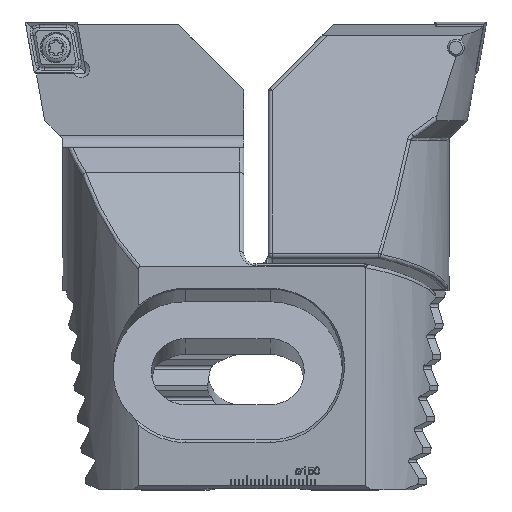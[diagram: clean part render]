
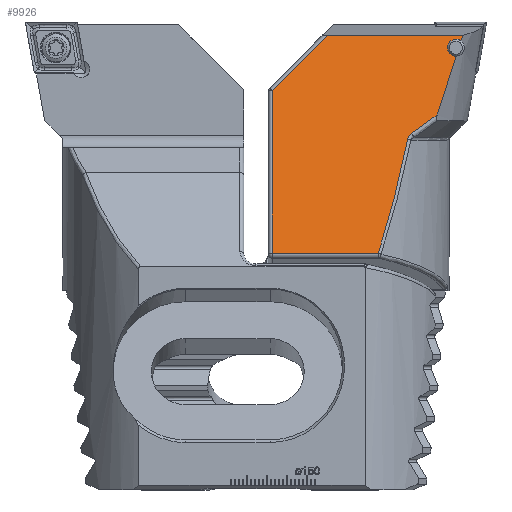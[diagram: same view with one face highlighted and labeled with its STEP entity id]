
A CAD part, top view. The second image highlights one B-rep face of the part: STEP entity #9926.
In plain terms, the highlighted face is planar.
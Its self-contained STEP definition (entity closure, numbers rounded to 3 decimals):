
#161 = ORIENTED_EDGE ( 'NONE', *, *, #14075, .T. ) ;
#289 = VERTEX_POINT ( 'NONE', #7679 ) ;
#410 = EDGE_CURVE ( 'NONE', #289, #11269, #2431, .T. ) ;
#715 = DIRECTION ( 'NONE',  ( 0., -0.259, 0.966 ) ) ;
#780 = VERTEX_POINT ( 'NONE', #2443 ) ;
#810 = VERTEX_POINT ( 'NONE', #12638 ) ;
#949 = CARTESIAN_POINT ( 'NONE',  ( 6.04, -3.309, -21.956 ) ) ;
#1023 = CARTESIAN_POINT ( 'NONE',  ( 19.385, -28.105, -28.6 ) ) ;
#1030 = CARTESIAN_POINT ( 'NONE',  ( 26.846, -56.996, -36.341 ) ) ;
#1033 = VERTEX_POINT ( 'NONE', #3501 ) ;
#1366 = CARTESIAN_POINT ( 'NONE',  ( 53.25, -16.542, -25.502 ) ) ;
#1375 = CARTESIAN_POINT ( 'NONE',  ( 74.563, -37.855, -31.212 ) ) ;
#1578 = ORIENTED_EDGE ( 'NONE', *, *, #5696, .T. ) ;
#1626 = CARTESIAN_POINT ( 'NONE',  ( 5.899, -2.844, -21.831 ) ) ;
#1630 = ORIENTED_EDGE ( 'NONE', *, *, #4484, .T. ) ;
#1881 = PLANE ( 'NONE',  #7407 ) ;
#1909 = DIRECTION ( 'NONE',  ( 0., -0.966, -0.259 ) ) ;
#1933 = CARTESIAN_POINT ( 'NONE',  ( 6.323, -4.238, -22.205 ) ) ;
#2219 = CARTESIAN_POINT ( 'NONE',  ( 14.347, -24.218, -27.559 ) ) ;
#2431 = B_SPLINE_CURVE_WITH_KNOTS ( 'NONE', 3,
 ( #13600, #14916, #2219, #9242 ),
 .UNSPECIFIED., .F., .F.,
 ( 4, 4 ),
 ( 0., 0.008 ),
 .UNSPECIFIED. ) ;
#2443 = CARTESIAN_POINT ( 'NONE',  ( 39.552, -2.844, -21.831 ) ) ;
#3268 = CARTESIAN_POINT ( 'NONE',  ( 6.323, -4.238, -22.205 ) ) ;
#3365 = VERTEX_POINT ( 'NONE', #10024 ) ;
#3407 = EDGE_CURVE ( 'NONE', #1033, #3898, #14541, .T. ) ;
#3497 = EDGE_CURVE ( 'NONE', #289, #810, #7013, .T. ) ;
#3501 = CARTESIAN_POINT ( 'NONE',  ( 7.489, -8.021, -23.218 ) ) ;
#3720 = CARTESIAN_POINT ( 'NONE',  ( 19.587, -28.655, -28.747 ) ) ;
#3840 = CARTESIAN_POINT ( 'NONE',  ( 12.275, -22.653, -27.139 ) ) ;
#3898 = VERTEX_POINT ( 'NONE', #12355 ) ;
#3904 = FACE_OUTER_BOUND ( 'NONE', #6808, .T. ) ;
#3982 = VECTOR ( 'NONE', #12621, 1000. ) ;
#4059 = ORIENTED_EDGE ( 'NONE', *, *, #410, .T. ) ;
#4382 = VECTOR ( 'NONE', #8751, 1000. ) ;
#4402 =( BOUNDED_CURVE ( )  B_SPLINE_CURVE ( 3, ( #4755, #13879, #6931, #10338 ),
 .UNSPECIFIED., .F., .T. ) 
 B_SPLINE_CURVE_WITH_KNOTS ( ( 4, 4 ),
 ( 4.21, 4.296 ),
 .UNSPECIFIED. ) 
 CURVE ( )  GEOMETRIC_REPRESENTATION_ITEM ( )  RATIONAL_B_SPLINE_CURVE ( ( 1., 0.999, 0.999, 1. ) ) 
 REPRESENTATION_ITEM ( '' )  );
#4484 = EDGE_CURVE ( 'NONE', #6179, #9495, #6559, .T. ) ;
#4500 = ORIENTED_EDGE ( 'NONE', *, *, #4677, .T. ) ;
#4677 = EDGE_CURVE ( 'NONE', #780, #6179, #9234, .T. ) ;
#4755 = CARTESIAN_POINT ( 'NONE',  ( 12.275, -22.653, -27.139 ) ) ;
#4803 = CARTESIAN_POINT ( 'NONE',  ( 113.15, -2.844, -21.831 ) ) ;
#5414 = CARTESIAN_POINT ( 'NONE',  ( 7.489, -8.021, -23.218 ) ) ;
#5422 = ORIENTED_EDGE ( 'NONE', *, *, #14266, .F. ) ;
#5503 =( BOUNDED_CURVE ( )  B_SPLINE_CURVE ( 3, ( #1030, #6755, #11390, #7908 ),
 .UNSPECIFIED., .F., .F. ) 
 B_SPLINE_CURVE_WITH_KNOTS ( ( 4, 4 ),
 ( 3.835, 4.064 ),
 .UNSPECIFIED. ) 
 CURVE ( )  GEOMETRIC_REPRESENTATION_ITEM ( )  RATIONAL_B_SPLINE_CURVE ( ( 1., 0.996, 0.996, 1. ) ) 
 REPRESENTATION_ITEM ( '' )  );
#5561 = CARTESIAN_POINT ( 'NONE',  ( 9.115, -3.781, -22.082 ) ) ;
#5685 = DIRECTION ( 'NONE',  ( 0.695, -0.695, -0.186 ) ) ;
#5696 = EDGE_CURVE ( 'NONE', #3898, #14015, #6253, .T. ) ;
#5754 = CARTESIAN_POINT ( 'NONE',  ( 18.576, -27.241, -28.369 ) ) ;
#5805 = CARTESIAN_POINT ( 'NONE',  ( 19.043, -27.621, -28.47 ) ) ;
#5822 = VECTOR ( 'NONE', #5685, 1000. ) ;
#6179 = VERTEX_POINT ( 'NONE', #1366 ) ;
#6253 =( BOUNDED_CURVE ( )  B_SPLINE_CURVE ( 3, ( #3268, #10040, #949, #10190 ),
 .UNSPECIFIED., .F., .F. ) 
 B_SPLINE_CURVE_WITH_KNOTS ( ( 4, 4 ),
 ( 4.318, 4.326 ),
 .UNSPECIFIED. ) 
 CURVE ( )  GEOMETRIC_REPRESENTATION_ITEM ( )  RATIONAL_B_SPLINE_CURVE ( ( 1., 1., 1., 1. ) ) 
 REPRESENTATION_ITEM ( '' )  );
#6559 = LINE ( 'NONE', #9810, #9416 ) ;
#6608 = CARTESIAN_POINT ( 'NONE',  ( 10.054, -6.826, -22.898 ) ) ;
#6755 = CARTESIAN_POINT ( 'NONE',  ( 24.141, -48.605, -34.093 ) ) ;
#6792 = CARTESIAN_POINT ( 'NONE',  ( 19.51, -28.371, -28.671 ) ) ;
#6808 = EDGE_LOOP ( 'NONE', ( #4059, #8269, #12329, #1578, #5422, #4500, #1630, #13810, #161, #8463 ) ) ;
#6931 = CARTESIAN_POINT ( 'NONE',  ( 9.047, -13.013, -24.556 ) ) ;
#7013 = B_SPLINE_CURVE_WITH_KNOTS ( 'NONE', 3,
 ( #5754, #14882, #5805, #7849, #1023, #6792, #7991, #3720 ),
 .UNSPECIFIED., .F., .F.,
 ( 4, 2, 2, 4 ),
 ( 0., 0.001, 0.001, 0.002 ),
 .UNSPECIFIED. ) ;
#7066 = EDGE_CURVE ( 'NONE', #9495, #3365, #9389, .T. ) ;
#7407 = AXIS2_PLACEMENT_3D ( 'NONE', #9934, #715, #7483 ) ;
#7483 = DIRECTION ( 'NONE',  ( 0., -0.966, -0.259 ) ) ;
#7679 = CARTESIAN_POINT ( 'NONE',  ( 18.576, -27.241, -28.369 ) ) ;
#7849 = CARTESIAN_POINT ( 'NONE',  ( 19.307, -27.977, -28.566 ) ) ;
#7908 = CARTESIAN_POINT ( 'NONE',  ( 19.587, -28.655, -28.747 ) ) ;
#7991 = CARTESIAN_POINT ( 'NONE',  ( 19.557, -28.51, -28.709 ) ) ;
#8269 = ORIENTED_EDGE ( 'NONE', *, *, #14176, .T. ) ;
#8279 = LINE ( 'NONE', #4803, #3982 ) ;
#8463 = ORIENTED_EDGE ( 'NONE', *, *, #3497, .F. ) ;
#8751 = DIRECTION ( 'NONE',  ( -1., 0., 0. ) ) ;
#8809 = CARTESIAN_POINT ( 'NONE',  ( 9.584, -5.304, -22.49 ) ) ;
#9234 = LINE ( 'NONE', #1375, #5822 ) ;
#9242 = CARTESIAN_POINT ( 'NONE',  ( 12.275, -22.653, -27.139 ) ) ;
#9389 = LINE ( 'NONE', #12134, #4382 ) ;
#9416 = VECTOR ( 'NONE', #1909, 1000. ) ;
#9495 = VERTEX_POINT ( 'NONE', #13138 ) ;
#9810 = CARTESIAN_POINT ( 'NONE',  ( 53.25, -1.853, -21.566 ) ) ;
#9926 = ADVANCED_FACE ( 'NONE', ( #3904 ), #1881, .F. ) ;
#9934 = CARTESIAN_POINT ( 'NONE',  ( 113.15, -1.853, -21.566 ) ) ;
#10024 = CARTESIAN_POINT ( 'NONE',  ( 26.846, -56.996, -36.341 ) ) ;
#10040 = CARTESIAN_POINT ( 'NONE',  ( 6.181, -3.774, -22.081 ) ) ;
#10190 = CARTESIAN_POINT ( 'NONE',  ( 5.899, -2.844, -21.831 ) ) ;
#10338 = CARTESIAN_POINT ( 'NONE',  ( 7.489, -8.021, -23.218 ) ) ;
#11269 = VERTEX_POINT ( 'NONE', #3840 ) ;
#11390 = CARTESIAN_POINT ( 'NONE',  ( 21.711, -39.117, -31.551 ) ) ;
#12134 = CARTESIAN_POINT ( 'NONE',  ( 113.15, -56.996, -36.341 ) ) ;
#12329 = ORIENTED_EDGE ( 'NONE', *, *, #3407, .T. ) ;
#12355 = CARTESIAN_POINT ( 'NONE',  ( 6.323, -4.238, -22.205 ) ) ;
#12621 = DIRECTION ( 'NONE',  ( -1., 0., 0. ) ) ;
#12638 = CARTESIAN_POINT ( 'NONE',  ( 19.587, -28.655, -28.747 ) ) ;
#13138 = CARTESIAN_POINT ( 'NONE',  ( 53.25, -56.996, -36.341 ) ) ;
#13474 = CARTESIAN_POINT ( 'NONE',  ( 9.081, -8.087, -23.236 ) ) ;
#13571 = CARTESIAN_POINT ( 'NONE',  ( 7.6, -3.287, -21.95 ) ) ;
#13600 = CARTESIAN_POINT ( 'NONE',  ( 18.576, -27.241, -28.369 ) ) ;
#13810 = ORIENTED_EDGE ( 'NONE', *, *, #7066, .T. ) ;
#13879 = CARTESIAN_POINT ( 'NONE',  ( 10.644, -17.893, -25.864 ) ) ;
#14015 = VERTEX_POINT ( 'NONE', #1626 ) ;
#14075 = EDGE_CURVE ( 'NONE', #3365, #810, #5503, .T. ) ;
#14176 = EDGE_CURVE ( 'NONE', #11269, #1033, #4402, .T. ) ;
#14266 = EDGE_CURVE ( 'NONE', #780, #14015, #8279, .T. ) ;
#14541 =( BOUNDED_CURVE ( )  B_SPLINE_CURVE ( 3, ( #5414, #13474, #6608, #8809, #5561, #13571, #1933 ),
 .UNSPECIFIED., .F., .F. ) 
 B_SPLINE_CURVE_WITH_KNOTS ( ( 4, 3, 4 ),
 ( 3.1, 5.012, 6.923 ),
 .UNSPECIFIED. ) 
 CURVE ( )  GEOMETRIC_REPRESENTATION_ITEM ( )  RATIONAL_B_SPLINE_CURVE ( ( 1., 0.718, 0.718, 1., 0.718, 0.718, 1. ) ) 
 REPRESENTATION_ITEM ( '' )  );
#14882 = CARTESIAN_POINT ( 'NONE',  ( 18.823, -27.414, -28.415 ) ) ;
#14916 = CARTESIAN_POINT ( 'NONE',  ( 16.444, -25.752, -27.97 ) ) ;
